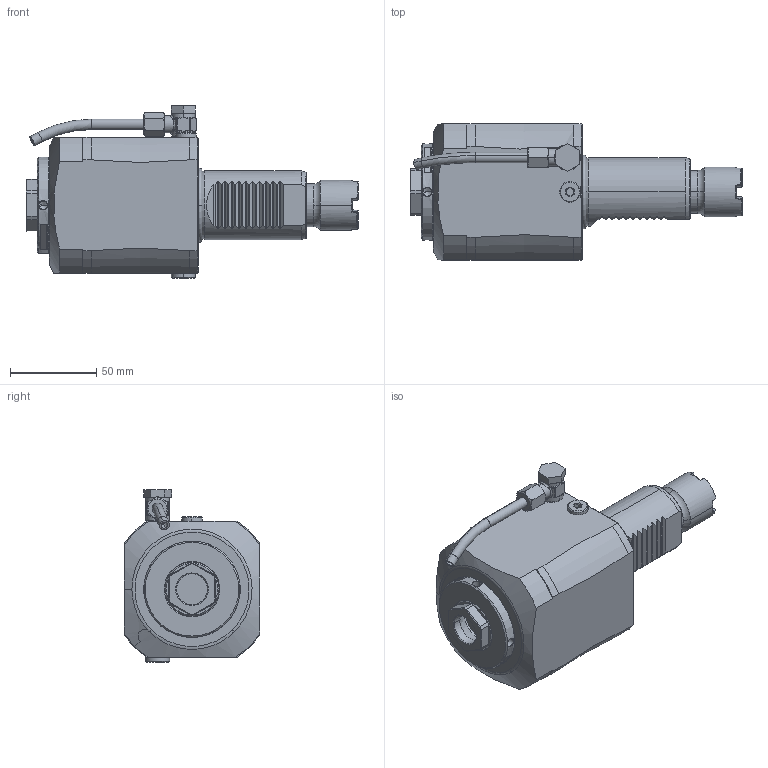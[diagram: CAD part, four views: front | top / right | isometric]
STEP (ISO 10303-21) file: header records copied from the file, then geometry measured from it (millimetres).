
FILE_DESCRIPTION((''),'2;1');
FILE_NAME('NGT1_40_155_25_3HDJA','2022-05-25T',('vali'),('NOVA GRUP'),'PRO/ENGINEER BY PARAMETRIC TECHNOLOGY CORPORATION, 2010280','PRO/ENGINEER BY PARAMETRIC TECHNOLOGY CORPORATION, 2010280','');
FILE_SCHEMA(('CONFIG_CONTROL_DESIGN'));
Length unit declared in the file: millimetre
Products named in the file (1): NGT1_40_155_25_3HDJA
Bounding box: 193 x 79 x 100.4 mm (x, y, z)
Volume: 618299.8 mm3; surface area: 55861.5 mm2
Topology: 2 solids, 3 shells, 435 faces, 1078 edges, 662 vertices
Faces by surface type: plane 167, cylinder 111, cone 64, bspline 54, torus 39
Entity records: 18047 total; most frequent: CARTESIAN_POINT 8383, ORIENTED_EDGE 2140, DIRECTION 1804, EDGE_CURVE 1070, AXIS2_PLACEMENT_3D 712, VERTEX_POINT 662, EDGE_LOOP 464, FACE_OUTER_BOUND 435
